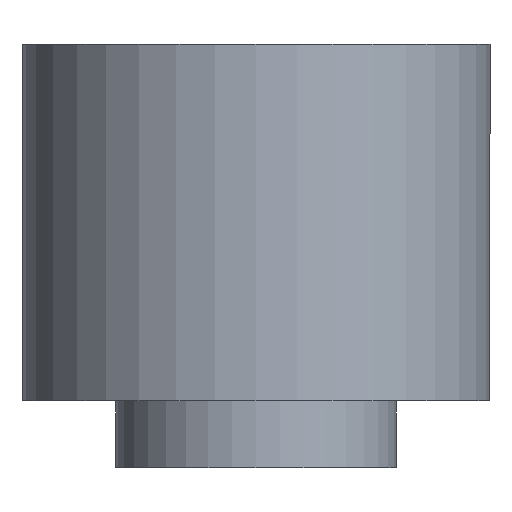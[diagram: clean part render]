
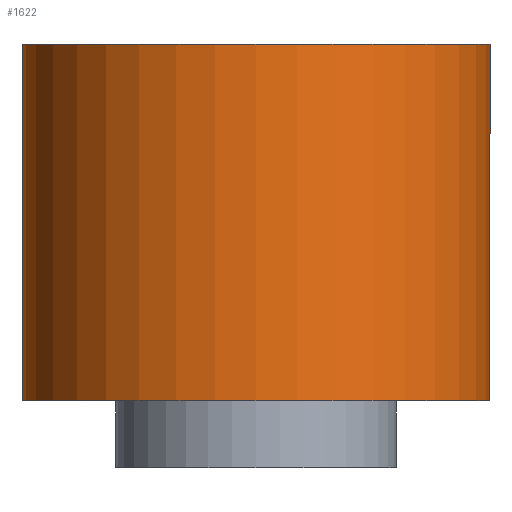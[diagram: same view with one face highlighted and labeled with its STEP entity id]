
A CAD part, left-side view. The second image highlights one B-rep face of the part: STEP entity #1622.
In plain terms, the highlighted cylindrical face has radius 10.5 mm (diameter 21 mm), a partial arc.
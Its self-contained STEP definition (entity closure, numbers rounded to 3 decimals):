
#778 = CARTESIAN_POINT ( 'NONE',  ( -23.5, -10.5, -12. ) ) ;
#803 = DIRECTION ( 'NONE',  ( 1., 0., 0. ) ) ;
#941 = AXIS2_PLACEMENT_3D ( 'NONE', #3725, #7420, #1462 ) ;
#1462 = DIRECTION ( 'NONE',  ( 1., 0., 0. ) ) ;
#1500 = CARTESIAN_POINT ( 'NONE',  ( -23.5, -10.5, 4. ) ) ;
#1616 = CARTESIAN_POINT ( 'NONE',  ( -23.5, -10.5, -12. ) ) ;
#1622 = ADVANCED_FACE ( 'NONE', ( #14425 ), #3958, .T. ) ;
#1661 = CARTESIAN_POINT ( 'NONE',  ( -23.5, 0., -12. ) ) ;
#1945 = VECTOR ( 'NONE', #11816, 1000. ) ;
#2521 = LINE ( 'NONE', #8153, #1945 ) ;
#2747 = DIRECTION ( 'NONE',  ( 1., 0., 0. ) ) ;
#3015 = ORIENTED_EDGE ( 'NONE', *, *, #6912, .T. ) ;
#3578 = CARTESIAN_POINT ( 'NONE',  ( -23.5, 10.5, -12. ) ) ;
#3725 = CARTESIAN_POINT ( 'NONE',  ( -23.5, 0., -12. ) ) ;
#3958 = CYLINDRICAL_SURFACE ( 'NONE', #941, 10.5 ) ;
#4071 = VERTEX_POINT ( 'NONE', #11092 ) ;
#4527 = VERTEX_POINT ( 'NONE', #1616 ) ;
#5023 = CIRCLE ( 'NONE', #11017, 10.5 ) ;
#5518 = ORIENTED_EDGE ( 'NONE', *, *, #6030, .F. ) ;
#6030 = EDGE_CURVE ( 'NONE', #13105, #4071, #2521, .T. ) ;
#6912 = EDGE_CURVE ( 'NONE', #13105, #4527, #5023, .T. ) ;
#7420 = DIRECTION ( 'NONE',  ( 0., 0., 1. ) ) ;
#8153 = CARTESIAN_POINT ( 'NONE',  ( -23.5, 10.5, -12. ) ) ;
#8749 = EDGE_CURVE ( 'NONE', #4071, #9322, #13651, .T. ) ;
#9240 = LINE ( 'NONE', #778, #14837 ) ;
#9322 = VERTEX_POINT ( 'NONE', #1500 ) ;
#10410 = DIRECTION ( 'NONE',  ( 0., 0., 1. ) ) ;
#11017 = AXIS2_PLACEMENT_3D ( 'NONE', #1661, #12298, #2747 ) ;
#11092 = CARTESIAN_POINT ( 'NONE',  ( -23.5, 10.5, 4. ) ) ;
#11816 = DIRECTION ( 'NONE',  ( 0., 0., 1. ) ) ;
#12298 = DIRECTION ( 'NONE',  ( 0., 0., 1. ) ) ;
#12471 = DIRECTION ( 'NONE',  ( 0., 0., 1. ) ) ;
#13105 = VERTEX_POINT ( 'NONE', #3578 ) ;
#13202 = ORIENTED_EDGE ( 'NONE', *, *, #13967, .T. ) ;
#13651 = CIRCLE ( 'NONE', #14890, 10.5 ) ;
#13967 = EDGE_CURVE ( 'NONE', #4527, #9322, #9240, .T. ) ;
#14425 = FACE_OUTER_BOUND ( 'NONE', #15296, .T. ) ;
#14665 = ORIENTED_EDGE ( 'NONE', *, *, #8749, .F. ) ;
#14837 = VECTOR ( 'NONE', #10410, 1000. ) ;
#14890 = AXIS2_PLACEMENT_3D ( 'NONE', #15022, #12471, #803 ) ;
#15022 = CARTESIAN_POINT ( 'NONE',  ( -23.5, 0., 4. ) ) ;
#15296 = EDGE_LOOP ( 'NONE', ( #13202, #14665, #5518, #3015 ) ) ;
